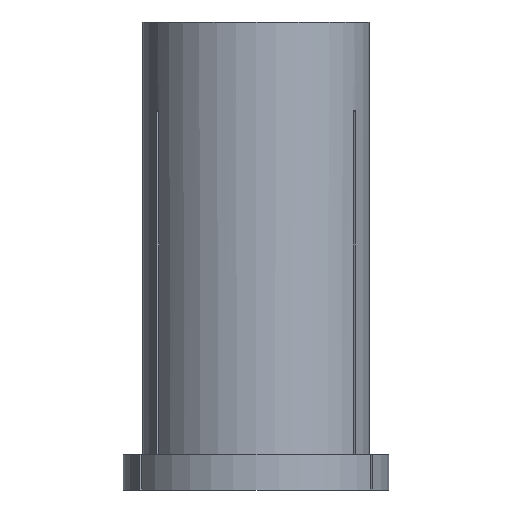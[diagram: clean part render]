
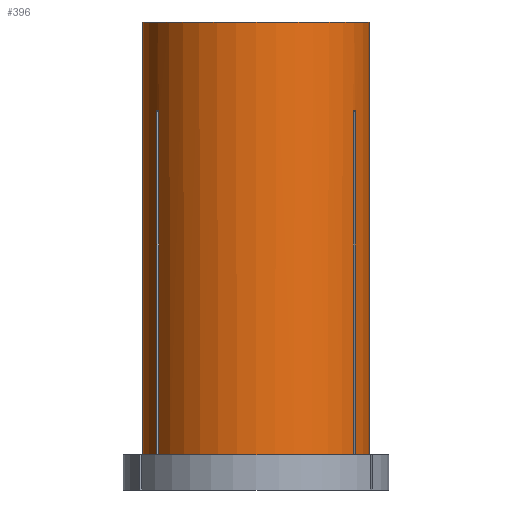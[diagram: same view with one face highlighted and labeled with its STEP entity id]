
A CAD part, front view. The second image highlights one B-rep face of the part: STEP entity #396.
In plain terms, the highlighted cylindrical face has radius 16 mm (diameter 32 mm), a partial arc.
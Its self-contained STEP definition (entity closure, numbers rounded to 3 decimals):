
#2 = DIRECTION ( 'NONE',  ( 0., 0., 1. ) ) ;
#11 = CIRCLE ( 'NONE', #311, 16. ) ;
#20 = VERTEX_POINT ( 'NONE', #323 ) ;
#32 = ORIENTED_EDGE ( 'NONE', *, *, #70, .T. ) ;
#51 = VERTEX_POINT ( 'NONE', #877 ) ;
#57 = VERTEX_POINT ( 'NONE', #1596 ) ;
#70 = EDGE_CURVE ( 'NONE', #57, #79, #914, .T. ) ;
#79 = VERTEX_POINT ( 'NONE', #1634 ) ;
#89 = ORIENTED_EDGE ( 'NONE', *, *, #1097, .T. ) ;
#149 = VERTEX_POINT ( 'NONE', #1054 ) ;
#167 = EDGE_CURVE ( 'NONE', #149, #51, #1174, .T. ) ;
#240 = DIRECTION ( 'NONE',  ( 1., 0., 0. ) ) ;
#244 = VECTOR ( 'NONE', #1294, 1000. ) ;
#252 = DIRECTION ( 'NONE',  ( 0., 0., 1. ) ) ;
#258 = CARTESIAN_POINT ( 'NONE',  ( 0., 0., -61. ) ) ;
#268 = VECTOR ( 'NONE', #874, 1000. ) ;
#284 = CARTESIAN_POINT ( 'NONE',  ( -14.004, -7.739, -12.502 ) ) ;
#298 = CARTESIAN_POINT ( 'NONE',  ( 13.704, -8.258, 0. ) ) ;
#301 = LINE ( 'NONE', #1215, #1597 ) ;
#308 = AXIS2_PLACEMENT_3D ( 'NONE', #1489, #1466, #1327 ) ;
#311 = AXIS2_PLACEMENT_3D ( 'NONE', #1200, #1115, #949 ) ;
#312 = EDGE_CURVE ( 'NONE', #1057, #670, #754, .T. ) ;
#323 = CARTESIAN_POINT ( 'NONE',  ( -16., 0., 0. ) ) ;
#324 = CARTESIAN_POINT ( 'NONE',  ( 13.704, -8.258, -12.502 ) ) ;
#396 = ADVANCED_FACE ( 'NONE', ( #1567 ), #1189, .T. ) ;
#404 = ORIENTED_EDGE ( 'NONE', *, *, #167, .F. ) ;
#410 = CARTESIAN_POINT ( 'NONE',  ( 13.857, -8., -12.499 ) ) ;
#418 = VERTEX_POINT ( 'NONE', #485 ) ;
#466 = CARTESIAN_POINT ( 'NONE',  ( -14.004, -7.739, 0. ) ) ;
#485 = CARTESIAN_POINT ( 'NONE',  ( -13.704, -8.258, -61. ) ) ;
#502 = CARTESIAN_POINT ( 'NONE',  ( 0., 0., 0. ) ) ;
#503 = ORIENTED_EDGE ( 'NONE', *, *, #312, .T. ) ;
#504 = CARTESIAN_POINT ( 'NONE',  ( 14.004, -7.739, -12.502 ) ) ;
#508 = EDGE_CURVE ( 'NONE', #1388, #51, #1276, .T. ) ;
#530 = CARTESIAN_POINT ( 'NONE',  ( 13.704, -8.258, -61. ) ) ;
#556 = DIRECTION ( 'NONE',  ( 0., 0., 1. ) ) ;
#564 = LINE ( 'NONE', #298, #244 ) ;
#580 = VECTOR ( 'NONE', #2, 1000. ) ;
#623 = EDGE_CURVE ( 'NONE', #20, #79, #1553, .T. ) ;
#664 = ORIENTED_EDGE ( 'NONE', *, *, #508, .T. ) ;
#670 = VERTEX_POINT ( 'NONE', #1353 ) ;
#691 = DIRECTION ( 'NONE',  ( 1., 0., 0. ) ) ;
#702 = CARTESIAN_POINT ( 'NONE',  ( -13.956, -7.826, -12.501 ) ) ;
#730 = AXIS2_PLACEMENT_3D ( 'NONE', #1092, #1027, #1018 ) ;
#743 = CIRCLE ( 'NONE', #1500, 16. ) ;
#754 = B_SPLINE_CURVE_WITH_KNOTS ( 'NONE', 3,
 ( #1320, #702, #1063, #1519, #1613, #1600 ),
 .UNSPECIFIED., .F., .F.,
 ( 4, 2, 4 ),
 ( 0.089, 0.089, 0.09 ),
 .UNSPECIFIED. ) ;
#794 = VERTEX_POINT ( 'NONE', #813 ) ;
#799 = ORIENTED_EDGE ( 'NONE', *, *, #1296, .T. ) ;
#800 = VECTOR ( 'NONE', #1484, 1000. ) ;
#813 = CARTESIAN_POINT ( 'NONE',  ( -14.004, -7.739, -61. ) ) ;
#815 = ORIENTED_EDGE ( 'NONE', *, *, #1526, .T. ) ;
#822 = DIRECTION ( 'NONE',  ( 0., 0., 1. ) ) ;
#874 = DIRECTION ( 'NONE',  ( 0., 0., 1. ) ) ;
#877 = CARTESIAN_POINT ( 'NONE',  ( 14.004, -7.739, -12.502 ) ) ;
#886 = ORIENTED_EDGE ( 'NONE', *, *, #901, .T. ) ;
#901 = EDGE_CURVE ( 'NONE', #794, #1057, #1483, .T. ) ;
#903 = VECTOR ( 'NONE', #1414, 1000. ) ;
#914 = LINE ( 'NONE', #1482, #580 ) ;
#921 = AXIS2_PLACEMENT_3D ( 'NONE', #502, #822, #691 ) ;
#949 = DIRECTION ( 'NONE',  ( 1., 0., 0. ) ) ;
#1017 = CARTESIAN_POINT ( 'NONE',  ( 13.956, -7.826, -12.501 ) ) ;
#1018 = DIRECTION ( 'NONE',  ( 1., 0., 0. ) ) ;
#1027 = DIRECTION ( 'NONE',  ( 0., 0., 1. ) ) ;
#1037 = CARTESIAN_POINT ( 'NONE',  ( 13.756, -8.173, -12.501 ) ) ;
#1054 = CARTESIAN_POINT ( 'NONE',  ( 14.004, -7.739, -61. ) ) ;
#1057 = VERTEX_POINT ( 'NONE', #284 ) ;
#1063 = CARTESIAN_POINT ( 'NONE',  ( -13.906, -7.914, -12.5 ) ) ;
#1092 = CARTESIAN_POINT ( 'NONE',  ( 0., 0., -61. ) ) ;
#1097 = EDGE_CURVE ( 'NONE', #1150, #1388, #564, .T. ) ;
#1107 = EDGE_CURVE ( 'NONE', #418, #670, #1575, .T. ) ;
#1115 = DIRECTION ( 'NONE',  ( 0., 0., 1. ) ) ;
#1150 = VERTEX_POINT ( 'NONE', #530 ) ;
#1162 = CARTESIAN_POINT ( 'NONE',  ( 13.704, -8.258, -12.502 ) ) ;
#1167 = VERTEX_POINT ( 'NONE', #1487 ) ;
#1174 = LINE ( 'NONE', #1563, #800 ) ;
#1189 = CYLINDRICAL_SURFACE ( 'NONE', #921, 16. ) ;
#1200 = CARTESIAN_POINT ( 'NONE',  ( 0., 0., -61. ) ) ;
#1215 = CARTESIAN_POINT ( 'NONE',  ( -16., 0., 0. ) ) ;
#1265 = ORIENTED_EDGE ( 'NONE', *, *, #623, .F. ) ;
#1276 = B_SPLINE_CURVE_WITH_KNOTS ( 'NONE', 3,
 ( #1162, #1037, #410, #1017, #504 ),
 .UNSPECIFIED., .F., .F.,
 ( 4, 1, 4 ),
 ( 0.098, 0.098, 0.098 ),
 .UNSPECIFIED. ) ;
#1294 = DIRECTION ( 'NONE',  ( 0., 0., 1. ) ) ;
#1296 = EDGE_CURVE ( 'NONE', #149, #57, #11, .T. ) ;
#1304 = EDGE_CURVE ( 'NONE', #1167, #20, #301, .T. ) ;
#1320 = CARTESIAN_POINT ( 'NONE',  ( -14.004, -7.739, -12.502 ) ) ;
#1327 = DIRECTION ( 'NONE',  ( 1., 0., 0. ) ) ;
#1353 = CARTESIAN_POINT ( 'NONE',  ( -13.704, -8.258, -12.502 ) ) ;
#1361 = ORIENTED_EDGE ( 'NONE', *, *, #1304, .F. ) ;
#1373 = ORIENTED_EDGE ( 'NONE', *, *, #1107, .F. ) ;
#1388 = VERTEX_POINT ( 'NONE', #324 ) ;
#1390 = EDGE_LOOP ( 'NONE', ( #1361, #1620, #886, #503, #1373, #815, #89, #664, #404, #799, #32, #1265 ) ) ;
#1399 = CIRCLE ( 'NONE', #730, 16. ) ;
#1414 = DIRECTION ( 'NONE',  ( 0., 0., 1. ) ) ;
#1466 = DIRECTION ( 'NONE',  ( 0., 0., 1. ) ) ;
#1482 = CARTESIAN_POINT ( 'NONE',  ( 16., 0., 0. ) ) ;
#1483 = LINE ( 'NONE', #466, #268 ) ;
#1484 = DIRECTION ( 'NONE',  ( 0., 0., 1. ) ) ;
#1487 = CARTESIAN_POINT ( 'NONE',  ( -16., 0., -61. ) ) ;
#1489 = CARTESIAN_POINT ( 'NONE',  ( 0., 0., 0. ) ) ;
#1500 = AXIS2_PLACEMENT_3D ( 'NONE', #258, #252, #240 ) ;
#1519 = CARTESIAN_POINT ( 'NONE',  ( -13.806, -8.087, -12.5 ) ) ;
#1526 = EDGE_CURVE ( 'NONE', #418, #1150, #1399, .T. ) ;
#1546 = CARTESIAN_POINT ( 'NONE',  ( -13.704, -8.258, 0. ) ) ;
#1553 = CIRCLE ( 'NONE', #308, 16. ) ;
#1563 = CARTESIAN_POINT ( 'NONE',  ( 14.004, -7.739, 0. ) ) ;
#1567 = FACE_OUTER_BOUND ( 'NONE', #1390, .T. ) ;
#1575 = LINE ( 'NONE', #1546, #903 ) ;
#1576 = EDGE_CURVE ( 'NONE', #1167, #794, #743, .T. ) ;
#1596 = CARTESIAN_POINT ( 'NONE',  ( 16., 0., -61. ) ) ;
#1597 = VECTOR ( 'NONE', #556, 1000. ) ;
#1600 = CARTESIAN_POINT ( 'NONE',  ( -13.704, -8.258, -12.502 ) ) ;
#1613 = CARTESIAN_POINT ( 'NONE',  ( -13.755, -8.173, -12.501 ) ) ;
#1620 = ORIENTED_EDGE ( 'NONE', *, *, #1576, .T. ) ;
#1634 = CARTESIAN_POINT ( 'NONE',  ( 16., 0., 0. ) ) ;
